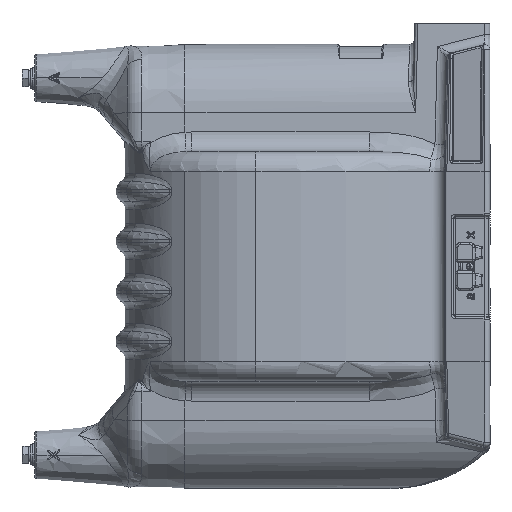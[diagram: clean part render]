
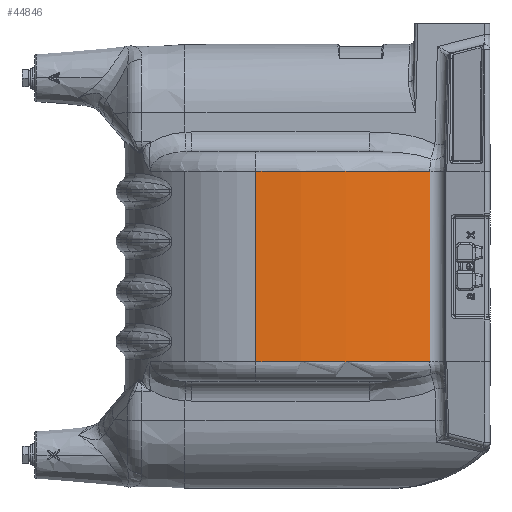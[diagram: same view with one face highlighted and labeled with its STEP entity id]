
A CAD part, left-side view. The second image highlights one B-rep face of the part: STEP entity #44846.
In plain terms, the highlighted cylindrical face has radius 343 mm (diameter 686 mm), a partial arc.
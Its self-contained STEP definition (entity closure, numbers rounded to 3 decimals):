
#130 = CARTESIAN_POINT ( 'NONE',  ( -131., 7., -95. ) ) ;
#133 = CARTESIAN_POINT ( 'NONE',  ( -131., 7., 95. ) ) ;
#141 = CARTESIAN_POINT ( 'NONE',  ( -83.732, -166.757, 95. ) ) ;
#142 = CARTESIAN_POINT ( 'NONE',  ( -83.73, -166.76, -95. ) ) ;
#143 = CARTESIAN_POINT ( 'NONE',  ( -83.732, -166.757, -95. ) ) ;
#144 = CARTESIAN_POINT ( 'NONE',  ( -83.73, -166.76, 95. ) ) ;
#5142 = FACE_OUTER_BOUND ( 'NONE', #37709, .T. ) ;
#5143 = CYLINDRICAL_SURFACE ( 'NONE', #20825, 343. ) ;
#14450 = EDGE_CURVE ( 'NONE', #31875, #31872, #39325, .T. ) ;
#14457 = EDGE_CURVE ( 'NONE', #31884, #31886, #39354, .T. ) ;
#14463 = EDGE_CURVE ( 'NONE', #31885, #31872, #39368, .T. ) ;
#14465 = EDGE_CURVE ( 'NONE', #31886, #31883, #14740, .T. ) ;
#14467 = EDGE_CURVE ( 'NONE', #31875, #31883, #39372, .T. ) ;
#14469 = EDGE_CURVE ( 'NONE', #31884, #31885, #39375, .T. ) ;
#14740 = B_SPLINE_CURVE_WITH_KNOTS ( 'NONE', 3,
 ( #32435, #32457, #32458, #32459 ),
 .UNSPECIFIED., .F., .F.,
 ( 4, 4 ),
 ( 0.02, 0.02 ),
 .UNSPECIFIED. ) ;
#19610 = DIRECTION ( 'NONE',  ( 0., 0., -1. ) ) ;
#19613 = DIRECTION ( 'NONE',  ( 1., 0., 0. ) ) ;
#19630 = CARTESIAN_POINT ( 'NONE',  ( 212., 7., 115. ) ) ;
#20825 = AXIS2_PLACEMENT_3D ( 'NONE', #19630, #19610, #19613 ) ;
#31872 = VERTEX_POINT ( 'NONE', #130 ) ;
#31875 = VERTEX_POINT ( 'NONE', #133 ) ;
#31883 = VERTEX_POINT ( 'NONE', #141 ) ;
#31884 = VERTEX_POINT ( 'NONE', #142 ) ;
#31885 = VERTEX_POINT ( 'NONE', #143 ) ;
#31886 = VERTEX_POINT ( 'NONE', #144 ) ;
#32394 = CARTESIAN_POINT ( 'NONE',  ( -83.73, -166.76, 115. ) ) ;
#32395 = DIRECTION ( 'NONE',  ( 0., 0., 1. ) ) ;
#32396 = CARTESIAN_POINT ( 'NONE',  ( 212., 7., -95. ) ) ;
#32435 = CARTESIAN_POINT ( 'NONE',  ( -83.73, -166.76, 95. ) ) ;
#32439 = DIRECTION ( 'NONE',  ( 0., 0., -1. ) ) ;
#32440 = DIRECTION ( 'NONE',  ( -1., 0., 0. ) ) ;
#32457 = CARTESIAN_POINT ( 'NONE',  ( -83.731, -166.759, 95. ) ) ;
#32458 = CARTESIAN_POINT ( 'NONE',  ( -83.731, -166.758, 95. ) ) ;
#32459 = CARTESIAN_POINT ( 'NONE',  ( -83.732, -166.757, 95. ) ) ;
#32477 = CARTESIAN_POINT ( 'NONE',  ( 212., 7., 95. ) ) ;
#32478 = DIRECTION ( 'NONE',  ( 0., 0., 1. ) ) ;
#32479 = DIRECTION ( 'NONE',  ( -1., 0., 0. ) ) ;
#32480 = CARTESIAN_POINT ( 'NONE',  ( 212., 7., -95. ) ) ;
#32494 = DIRECTION ( 'NONE',  ( 0., 0., -1. ) ) ;
#32495 = DIRECTION ( 'NONE',  ( -1., 0., 0. ) ) ;
#33382 = CARTESIAN_POINT ( 'NONE',  ( -131., 7., 115. ) ) ;
#33383 = DIRECTION ( 'NONE',  ( 0., 0., -1. ) ) ;
#36459 = AXIS2_PLACEMENT_3D ( 'NONE', #32396, #32439, #32440 ) ;
#36464 = AXIS2_PLACEMENT_3D ( 'NONE', #32480, #32494, #32495 ) ;
#36465 = AXIS2_PLACEMENT_3D ( 'NONE', #32477, #32478, #32479 ) ;
#37709 = EDGE_LOOP ( 'NONE', ( #37864, #37865, #37866, #37867, #37868, #37869 ) ) ;
#37864 = ORIENTED_EDGE ( 'NONE', *, *, #14469, .F. ) ;
#37865 = ORIENTED_EDGE ( 'NONE', *, *, #14457, .T. ) ;
#37866 = ORIENTED_EDGE ( 'NONE', *, *, #14465, .T. ) ;
#37867 = ORIENTED_EDGE ( 'NONE', *, *, #14467, .F. ) ;
#37868 = ORIENTED_EDGE ( 'NONE', *, *, #14450, .T. ) ;
#37869 = ORIENTED_EDGE ( 'NONE', *, *, #14463, .F. ) ;
#39311 = VECTOR ( 'NONE', #33383, 1000. ) ;
#39325 = LINE ( 'NONE', #33382, #39311 ) ;
#39354 = LINE ( 'NONE', #32394, #39356 ) ;
#39356 = VECTOR ( 'NONE', #32395, 1000. ) ;
#39368 = CIRCLE ( 'NONE', #36459, 343. ) ;
#39372 = CIRCLE ( 'NONE', #36465, 343. ) ;
#39375 = CIRCLE ( 'NONE', #36464, 343. ) ;
#44846 = ADVANCED_FACE ( 'NONE', ( #5142 ), #5143, .T. ) ;
